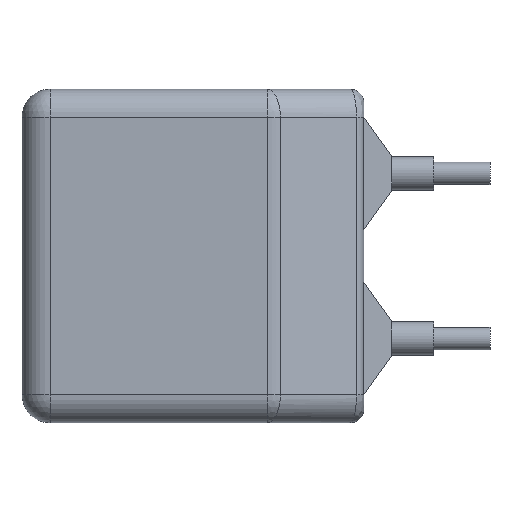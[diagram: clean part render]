
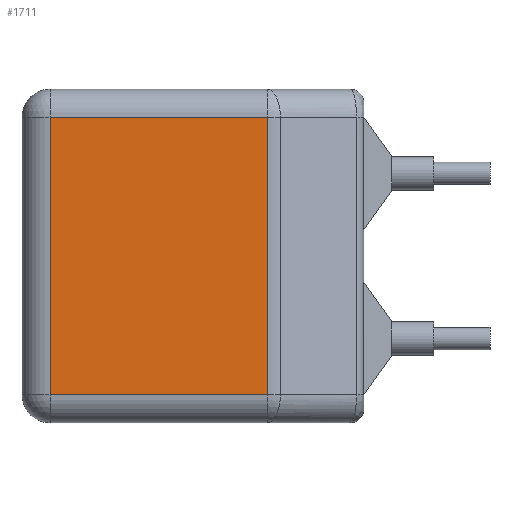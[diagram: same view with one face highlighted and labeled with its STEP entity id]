
A CAD part, left-side view. The second image highlights one B-rep face of the part: STEP entity #1711.
In plain terms, the highlighted planar face has unit normal (-1, 0, 0).
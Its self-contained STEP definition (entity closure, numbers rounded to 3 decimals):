
#1399 = VERTEX_POINT('',#1400);
#1400 = CARTESIAN_POINT('',(-3.2,11.2,-4.95));
#1409 = VERTEX_POINT('',#1410);
#1410 = CARTESIAN_POINT('',(-3.2,3.449,-4.95));
#1417 = EDGE_CURVE('',#1399,#1409,#1418,.T.);
#1418 = LINE('',#1419,#1420);
#1419 = CARTESIAN_POINT('',(-3.2,12.2,-4.95));
#1420 = VECTOR('',#1421,1.);
#1421 = DIRECTION('',(0.,-1.,0.));
#1531 = EDGE_CURVE('',#1409,#1532,#1534,.T.);
#1532 = VERTEX_POINT('',#1533);
#1533 = CARTESIAN_POINT('',(-3.2,3.449,4.95));
#1534 = LINE('',#1535,#1536);
#1535 = CARTESIAN_POINT('',(-3.2,3.449,-5.95));
#1536 = VECTOR('',#1537,1.);
#1537 = DIRECTION('',(0.,0.,1.));
#1616 = VERTEX_POINT('',#1617);
#1617 = CARTESIAN_POINT('',(-3.2,11.2,4.95));
#1626 = EDGE_CURVE('',#1616,#1532,#1627,.T.);
#1627 = LINE('',#1628,#1629);
#1628 = CARTESIAN_POINT('',(-3.2,12.2,4.95));
#1629 = VECTOR('',#1630,1.);
#1630 = DIRECTION('',(0.,-1.,0.));
#1711 = ADVANCED_FACE('',(#1712),#1723,.F.);
#1712 = FACE_BOUND('',#1713,.F.);
#1713 = EDGE_LOOP('',(#1714,#1720,#1721,#1722));
#1714 = ORIENTED_EDGE('',*,*,#1715,.T.);
#1715 = EDGE_CURVE('',#1399,#1616,#1716,.T.);
#1716 = LINE('',#1717,#1718);
#1717 = CARTESIAN_POINT('',(-3.2,11.2,-5.95));
#1718 = VECTOR('',#1719,1.);
#1719 = DIRECTION('',(0.,0.,1.));
#1720 = ORIENTED_EDGE('',*,*,#1626,.T.);
#1721 = ORIENTED_EDGE('',*,*,#1531,.F.);
#1722 = ORIENTED_EDGE('',*,*,#1417,.F.);
#1723 = PLANE('',#1724);
#1724 = AXIS2_PLACEMENT_3D('',#1725,#1726,#1727);
#1725 = CARTESIAN_POINT('',(-3.2,12.2,-5.95));
#1726 = DIRECTION('',(1.,0.,0.));
#1727 = DIRECTION('',(0.,-1.,0.));
